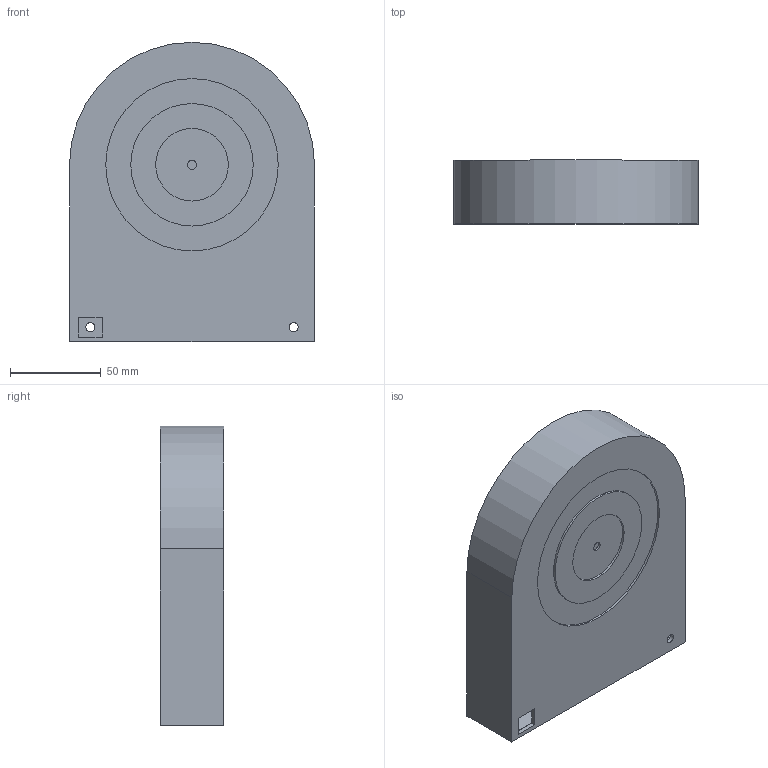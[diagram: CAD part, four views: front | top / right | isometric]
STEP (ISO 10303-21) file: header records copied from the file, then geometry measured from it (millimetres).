
FILE_DESCRIPTION(/* description */ ('STEP AP242','CAx-IF Rec.Pracs.---Representation and Presentation of Product Manufacturing Information (PMI)---4.0---2014-10-13','CAx-IF Rec.Pracs.---3D Tessellated Geometry---0.4---2014-09-14','2;1'),/* implementation_level */ '2;1');
FILE_NAME(/* name */ '687515fc3a18b90ddda71e42',/* time_stamp */ '2025-07-14T14:36:44Z',/* author */ (''),/* organization */ (''),/* preprocessor_version */ 'ST-DEVELOPER v20',/* originating_system */ 'ONSHAPE BY PTC INC, 1.200',/* authorisation */ ' ');
FILE_SCHEMA (('AP242_MANAGED_MODEL_BASED_3D_ENGINEERING_MIM_LF { 1 0 10303 442 1 1 4 }'));
Length unit declared in the file: metre
Products named in the file (4): Backplate; Main Body; Bottom Panel; Part 4
Bounding box: 135 x 35 x 165 mm (x, y, z)
Volume: 154286.3 mm3; surface area: 126749.8 mm2
Topology: 4 solids, 4 shells, 45 faces, 102 edges, 68 vertices
Faces by surface type: plane 36, cylinder 9
Full cylindrical faces by diameter (mm): 5 x3, 40 x1, 67.5 x1, 95 x1
Entity records: 1343 total; most frequent: CARTESIAN_POINT 213, DIRECTION 212, ORIENTED_EDGE 192, EDGE_CURVE 96, LINE 78, VECTOR 78, VERTEX_POINT 68, AXIS2_PLACEMENT_3D 67
